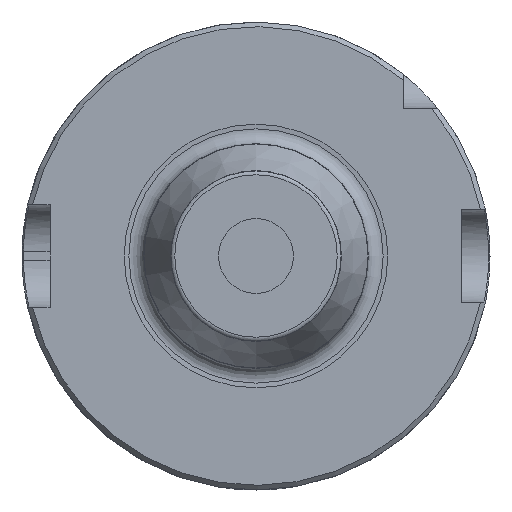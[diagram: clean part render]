
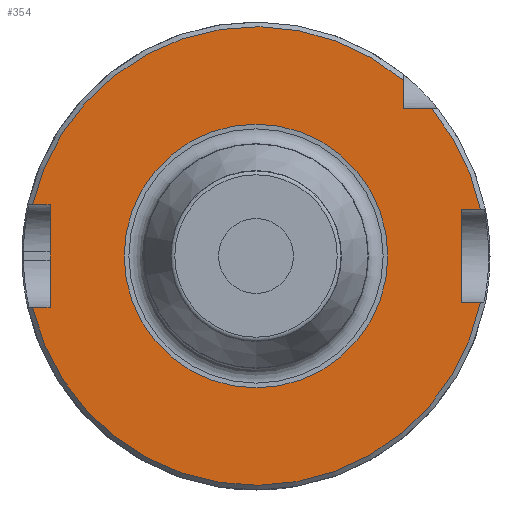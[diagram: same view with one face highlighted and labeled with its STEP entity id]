
A CAD part, left-side view. The second image highlights one B-rep face of the part: STEP entity #354.
In plain terms, the highlighted planar face has unit normal (-1, 0, 0).
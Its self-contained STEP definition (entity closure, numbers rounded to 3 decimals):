
#92=LINE('',#2346,#151);
#93=LINE('',#2348,#152);
#94=LINE('',#2350,#153);
#95=LINE('',#2354,#154);
#96=LINE('',#2356,#155);
#97=LINE('',#2358,#156);
#98=LINE('',#2359,#157);
#99=LINE('',#2361,#158);
#151=VECTOR('',#1670,1.);
#152=VECTOR('',#1671,1.);
#153=VECTOR('',#1672,1.);
#154=VECTOR('',#1675,1.);
#155=VECTOR('',#1676,1.);
#156=VECTOR('',#1677,1.);
#157=VECTOR('',#1678,1.);
#158=VECTOR('',#1679,1.);
#288=FACE_BOUND('',#531,.T.);
#289=FACE_BOUND('',#532,.T.);
#354=ADVANCED_FACE('',(#288,#289),#423,.F.);
#423=PLANE('',#1458);
#531=EDGE_LOOP('',(#711,#712,#713,#714,#715,#716,#717,#718,#719,#720,#721));
#532=EDGE_LOOP('',(#722));
#711=ORIENTED_EDGE('',*,*,#1217,.F.);
#712=ORIENTED_EDGE('',*,*,#1218,.F.);
#713=ORIENTED_EDGE('',*,*,#1219,.F.);
#714=ORIENTED_EDGE('',*,*,#1220,.T.);
#715=ORIENTED_EDGE('',*,*,#1221,.F.);
#716=ORIENTED_EDGE('',*,*,#1222,.F.);
#717=ORIENTED_EDGE('',*,*,#1223,.F.);
#718=ORIENTED_EDGE('',*,*,#1147,.T.);
#719=ORIENTED_EDGE('',*,*,#1224,.F.);
#720=ORIENTED_EDGE('',*,*,#1225,.F.);
#721=ORIENTED_EDGE('',*,*,#1151,.T.);
#722=ORIENTED_EDGE('',*,*,#1226,.F.);
#1008=VERTEX_POINT('',#1932);
#1011=VERTEX_POINT('',#1944);
#1015=VERTEX_POINT('',#1959);
#1016=VERTEX_POINT('',#1961);
#1065=VERTEX_POINT('',#2347);
#1066=VERTEX_POINT('',#2349);
#1067=VERTEX_POINT('',#2351);
#1068=VERTEX_POINT('',#2353);
#1069=VERTEX_POINT('',#2355);
#1070=VERTEX_POINT('',#2357);
#1071=VERTEX_POINT('',#2360);
#1072=VERTEX_POINT('',#2363);
#1147=EDGE_CURVE('',#1008,#1011,#1337,.T.);
#1151=EDGE_CURVE('',#1016,#1015,#1339,.T.);
#1217=EDGE_CURVE('',#1065,#1015,#92,.T.);
#1218=EDGE_CURVE('',#1066,#1065,#93,.T.);
#1219=EDGE_CURVE('',#1067,#1066,#94,.T.);
#1220=EDGE_CURVE('',#1067,#1068,#1359,.T.);
#1221=EDGE_CURVE('',#1069,#1068,#95,.T.);
#1222=EDGE_CURVE('',#1070,#1069,#96,.T.);
#1223=EDGE_CURVE('',#1008,#1070,#97,.T.);
#1224=EDGE_CURVE('',#1071,#1011,#98,.T.);
#1225=EDGE_CURVE('',#1016,#1071,#99,.T.);
#1226=EDGE_CURVE('',#1072,#1072,#1360,.T.);
#1337=CIRCLE('',#1416,49.);
#1339=CIRCLE('',#1419,49.);
#1359=CIRCLE('',#1456,49.);
#1360=CIRCLE('',#1457,28.174);
#1416=AXIS2_PLACEMENT_3D('',#1945,#1574,#1575);
#1419=AXIS2_PLACEMENT_3D('',#1960,#1580,#1581);
#1456=AXIS2_PLACEMENT_3D('',#2352,#1673,#1674);
#1457=AXIS2_PLACEMENT_3D('',#2362,#1680,#1681);
#1458=AXIS2_PLACEMENT_3D('',#2364,#1682,#1683);
#1574=DIRECTION('',(-1.,0.,0.));
#1575=DIRECTION('',(0.,0.,-1.));
#1580=DIRECTION('',(-1.,0.,0.));
#1581=DIRECTION('',(0.,0.,-1.));
#1670=DIRECTION('',(0.,1.,0.));
#1671=DIRECTION('',(0.,0.,1.));
#1672=DIRECTION('',(0.,-1.,0.));
#1673=DIRECTION('',(-1.,0.,0.));
#1674=DIRECTION('',(0.,0.,-1.));
#1675=DIRECTION('',(0.,-1.,0.));
#1676=DIRECTION('',(0.,0.,-1.));
#1677=DIRECTION('',(0.,1.,0.));
#1678=DIRECTION('',(0.,-1.,0.));
#1679=DIRECTION('',(0.,0.,-1.));
#1680=DIRECTION('',(-1.,0.,0.));
#1681=DIRECTION('',(0.,0.,1.));
#1682=DIRECTION('',(1.,0.,0.));
#1683=DIRECTION('',(0.,0.,-1.));
#1932=CARTESIAN_POINT('',(71.,-47.969,10.));
#1944=CARTESIAN_POINT('',(71.,-37.533,31.5));
#1945=CARTESIAN_POINT('',(71.,0.,0.));
#1959=CARTESIAN_POINT('',(71.,47.749,11.));
#1960=CARTESIAN_POINT('',(71.,0.,0.));
#1961=CARTESIAN_POINT('',(71.,-31.5,37.533));
#2346=CARTESIAN_POINT('',(71.,60.5,11.));
#2347=CARTESIAN_POINT('',(71.,44.,11.));
#2348=CARTESIAN_POINT('',(71.,44.,-1.));
#2349=CARTESIAN_POINT('',(71.,44.,-11.));
#2350=CARTESIAN_POINT('',(71.,60.5,-11.));
#2351=CARTESIAN_POINT('',(71.,47.749,-11.));
#2352=CARTESIAN_POINT('',(71.,0.,0.));
#2353=CARTESIAN_POINT('',(71.,-47.969,-10.));
#2354=CARTESIAN_POINT('',(71.,-60.5,-10.));
#2355=CARTESIAN_POINT('',(71.,-44.,-10.));
#2356=CARTESIAN_POINT('',(71.,-44.,0.));
#2357=CARTESIAN_POINT('',(71.,-44.,10.));
#2358=CARTESIAN_POINT('',(71.,-60.5,10.));
#2359=CARTESIAN_POINT('',(71.,-60.5,31.5));
#2360=CARTESIAN_POINT('',(71.,-31.5,31.5));
#2361=CARTESIAN_POINT('',(71.,-31.5,41.5));
#2362=CARTESIAN_POINT('',(71.,0.,0.));
#2363=CARTESIAN_POINT('',(71.,0.,28.174));
#2364=CARTESIAN_POINT('',(71.,0.,45.85));
